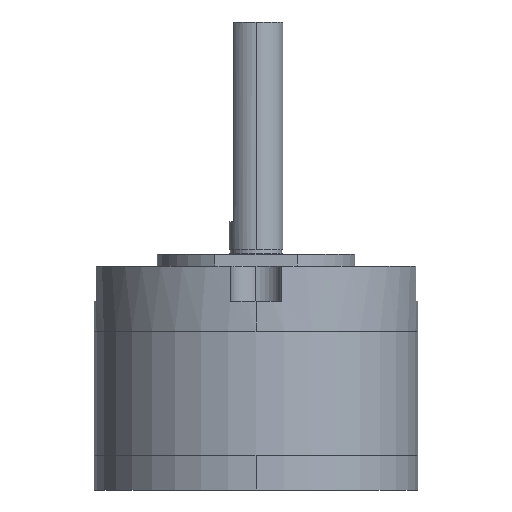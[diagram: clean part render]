
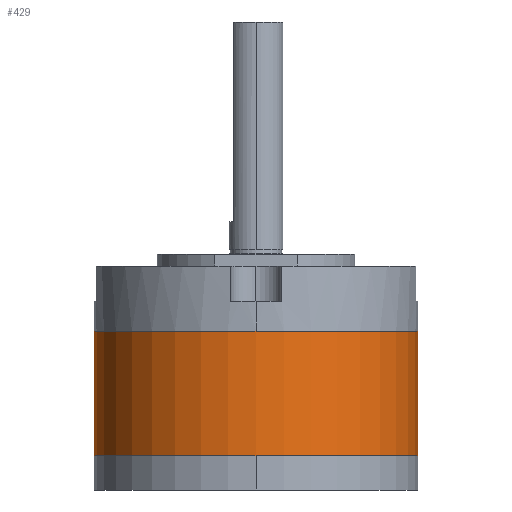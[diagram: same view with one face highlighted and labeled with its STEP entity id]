
A CAD part, left-side view. The second image highlights one B-rep face of the part: STEP entity #429.
In plain terms, the highlighted cylindrical face has radius 17.975 mm (diameter 35.949 mm), a partial arc.
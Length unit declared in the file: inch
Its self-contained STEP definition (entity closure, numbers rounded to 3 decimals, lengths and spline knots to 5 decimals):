
#224 = DIRECTION ( 'NONE',  ( 0., 0., 1. ) ) ;
#425 = DIRECTION ( 'NONE',  ( 0., -1., 0. ) ) ;
#429 = ADVANCED_FACE ( 'NONE', ( #3451 ), #3610, .T. ) ;
#450 = ORIENTED_EDGE ( 'NONE', *, *, #1180, .T. ) ;
#491 = LINE ( 'NONE', #2852, #3944 ) ;
#494 = DIRECTION ( 'NONE',  ( 0., -1., 0. ) ) ;
#521 = DIRECTION ( 'NONE',  ( 0., 0., -1. ) ) ;
#584 = CIRCLE ( 'NONE', #3417, 0.70766 ) ;
#727 = CARTESIAN_POINT ( 'NONE',  ( 0., 0.70766, 0.695 ) ) ;
#728 = CARTESIAN_POINT ( 'NONE',  ( 0., 0., 0.98 ) ) ;
#789 = EDGE_CURVE ( 'NONE', #3308, #1667, #491, .T. ) ;
#872 = VERTEX_POINT ( 'NONE', #1582 ) ;
#1180 = EDGE_CURVE ( 'NONE', #872, #1667, #584, .T. ) ;
#1341 = ORIENTED_EDGE ( 'NONE', *, *, #789, .F. ) ;
#1478 = CARTESIAN_POINT ( 'NONE',  ( 0., 0., 0.15 ) ) ;
#1569 = DIRECTION ( 'NONE',  ( 0., -1., 0. ) ) ;
#1582 = CARTESIAN_POINT ( 'NONE',  ( 0., -0.70766, 0.695 ) ) ;
#1667 = VERTEX_POINT ( 'NONE', #727 ) ;
#1878 = CARTESIAN_POINT ( 'NONE',  ( 0., -0.70766, 0.98 ) ) ;
#2081 = CIRCLE ( 'NONE', #4015, 0.70766 ) ;
#2227 = DIRECTION ( 'NONE',  ( 0., 0., -1. ) ) ;
#2302 = DIRECTION ( 'NONE',  ( 0., 0., 1. ) ) ;
#2550 = CARTESIAN_POINT ( 'NONE',  ( 0., 0., 0.695 ) ) ;
#2559 = VECTOR ( 'NONE', #224, 39.37008 ) ;
#2755 = DIRECTION ( 'NONE',  ( 0., 0., 1. ) ) ;
#2852 = CARTESIAN_POINT ( 'NONE',  ( 0., 0.70766, 0.98 ) ) ;
#2874 = CARTESIAN_POINT ( 'NONE',  ( 0., -0.70766, 0.15 ) ) ;
#2990 = VERTEX_POINT ( 'NONE', #2874 ) ;
#3042 = LINE ( 'NONE', #1878, #2559 ) ;
#3308 = VERTEX_POINT ( 'NONE', #4070 ) ;
#3383 = ORIENTED_EDGE ( 'NONE', *, *, #4017, .T. ) ;
#3408 = EDGE_CURVE ( 'NONE', #2990, #3308, #2081, .T. ) ;
#3417 = AXIS2_PLACEMENT_3D ( 'NONE', #2550, #2227, #1569 ) ;
#3451 = FACE_OUTER_BOUND ( 'NONE', #4076, .T. ) ;
#3542 = ORIENTED_EDGE ( 'NONE', *, *, #3408, .F. ) ;
#3610 = CYLINDRICAL_SURFACE ( 'NONE', #3971, 0.70766 ) ;
#3944 = VECTOR ( 'NONE', #2302, 39.37008 ) ;
#3971 = AXIS2_PLACEMENT_3D ( 'NONE', #728, #2755, #425 ) ;
#4015 = AXIS2_PLACEMENT_3D ( 'NONE', #1478, #521, #494 ) ;
#4017 = EDGE_CURVE ( 'NONE', #2990, #872, #3042, .T. ) ;
#4070 = CARTESIAN_POINT ( 'NONE',  ( 0., 0.70766, 0.15 ) ) ;
#4076 = EDGE_LOOP ( 'NONE', ( #1341, #3542, #3383, #450 ) ) ;
